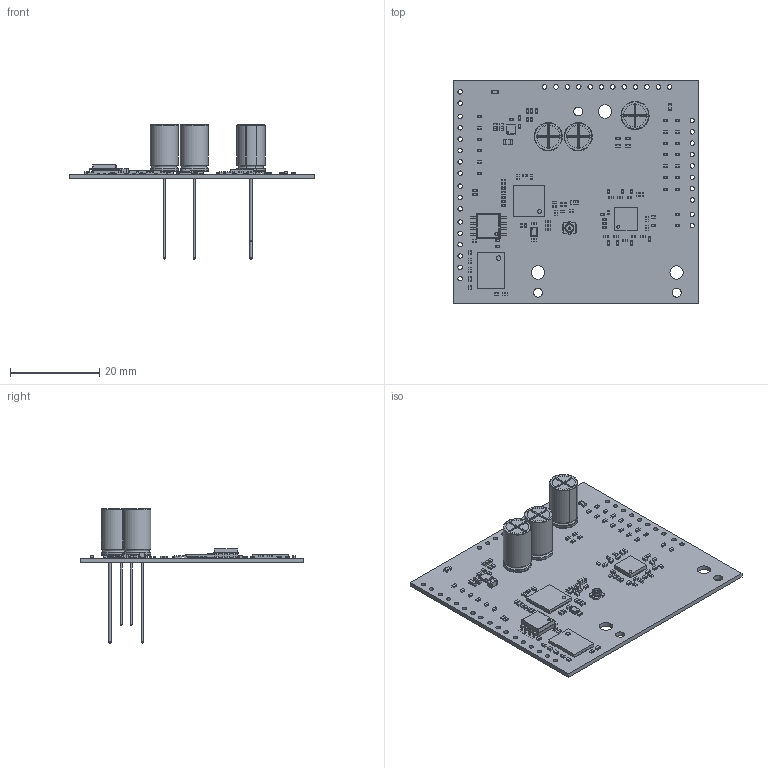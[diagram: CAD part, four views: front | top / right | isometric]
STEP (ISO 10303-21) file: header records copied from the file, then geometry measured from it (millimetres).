
FILE_DESCRIPTION(('Open CASCADE Model'),'2;1');
FILE_NAME('Open CASCADE Shape Model','2021-07-11T14:40:13',('Author'),( 'Open CASCADE'),'Open CASCADE STEP processor 6.8','Open CASCADE 6.8' ,'Unknown');
FILE_SCHEMA(('AUTOMOTIVE_DESIGN { 1 0 10303 214 1 1 1 1 }'));
Length unit declared in the file: millimetre
Products named in the file (213): PCB; Board; Open CASCADE STEP translator 6.8 13.1.1; X1; User_Library-NT2016SA-END4910A-48MHZ_Crystal_(NDK); U6; User_Library-20279-001; U5; 6351588880; Open_CASCADE_STEP_translator_6.8_12.1; Body; Open_CASCADE_STEP_translator_6.8_12.2.1; Leader; R61; 6345910496; Mid_Body; Terminal; Open_CASCADE_STEP_translator_6.8_29.2.1; Mark; R60; R59; R58; R57; R56; R55; 6345894256; R54; L3; 6345898976; Open_CASCADE_STEP_translator_6.8_14.1.1; Open_CASCADE_STEP_translator_6.8_14.1.2; Open_CASCADE_STEP_translator_6.8_14.2.1; L2; C38; 6403415888; Extruded; 6403415648; C37; 6403416528; 6403416288 ...
Assembly tree (479 placements, depth 5):
  PCB
    Board
      Open CASCADE STEP translator 6.8 13.1.1
    X1
      User_Library-NT2016SA-END4910A-48MHZ_Crystal_(NDK)
    U6
      User_Library-20279-001
    U5
      6351588880
        Open_CASCADE_STEP_translator_6.8_12.1
        Body
          Open_CASCADE_STEP_translator_6.8_12.2.1
        Leader  x8
    R61
      6345910496
        Mid_Body
        Terminal  x2
          Open_CASCADE_STEP_translator_6.8_29.2.1
        Mark
    R60
      6345910496
        Mid_Body
        Terminal  x2
          Open_CASCADE_STEP_translator_6.8_29.2.1
        Mark
    R59
      6345910496
        Mid_Body
        Terminal  x2
          Open_CASCADE_STEP_translator_6.8_29.2.1
        Mark
    R58
      6345910496
        Mid_Body
        Terminal  x2
          Open_CASCADE_STEP_translator_6.8_29.2.1
        Mark
    R57
      6345910496
        Mid_Body
        Terminal  x2
          Open_CASCADE_STEP_translator_6.8_29.2.1
        Mark
    R56
      6345910496
        Mid_Body
        Terminal  x2
          Open_CASCADE_STEP_translator_6.8_29.2.1
        Mark
    R55
      6345894256
        Mid_Body
        Terminal  x2
          Open_CASCADE_STEP_translator_6.8_29.2.1
        Mark
    R54
      6345910496
        Mid_Body
        Terminal  x2
          Open_CASCADE_STEP_translator_6.8_29.2.1
Bounding box: 55 x 50 x 30 mm (x, y, z)
Volume: 3876.8 mm3; surface area: 9222.6 mm2
Topology: 502 solids, 513 shells, 5271 faces, 11415 edges, 7114 vertices
Faces by surface type: plane 4584, cylinder 466, torus 104, sphere 87, bspline 24, cone 6
Full cylindrical faces by diameter (mm): 0.25 x1, 0.5 x6, 0.637 x1, 0.675 x1, 0.8 x6, 0.881 x1, 1 x39, 1.012 x1, 2 x3, 3 x3, 6.1 x6
Entity records: 33419 total; most frequent: CARTESIAN_POINT 5739, DIRECTION 5402, ORIENTED_EDGE 4049, AXIS2_PLACEMENT_3D 2046, EDGE_CURVE 2028, LINE 1310, VECTOR 1310, VERTEX_POINT 1248
